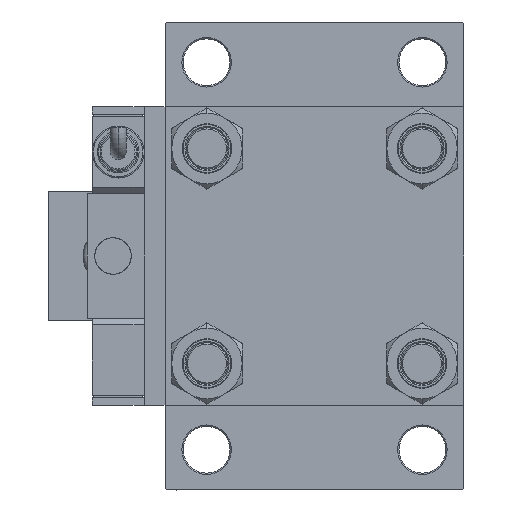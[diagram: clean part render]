
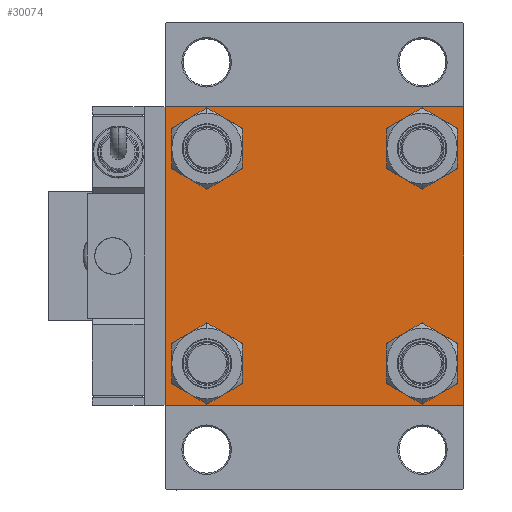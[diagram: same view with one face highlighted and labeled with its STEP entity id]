
A CAD part, left-side view. The second image highlights one B-rep face of the part: STEP entity #30074.
In plain terms, the highlighted planar face has unit normal (-1, 0, 0).
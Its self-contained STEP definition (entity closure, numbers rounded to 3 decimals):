
#149 = LINE ( 'NONE', #8347, #36988 ) ;
#258 = FACE_BOUND ( 'NONE', #50239, .T. ) ;
#305 = LINE ( 'NONE', #42664, #48114 ) ;
#980 = CARTESIAN_POINT ( 'NONE',  ( 0., 57.5, 57.5 ) ) ;
#1059 = CARTESIAN_POINT ( 'NONE',  ( 0., 57., 57.5 ) ) ;
#1074 = FACE_BOUND ( 'NONE', #50696, .T. ) ;
#1302 = VERTEX_POINT ( 'NONE', #9629 ) ;
#1455 = CARTESIAN_POINT ( 'NONE',  ( 0., -57.25, -57.25 ) ) ;
#2219 = DIRECTION ( 'NONE',  ( 1., 0., 0. ) ) ;
#2687 = DIRECTION ( 'NONE',  ( 0., 0., 1. ) ) ;
#3185 = CARTESIAN_POINT ( 'NONE',  ( 0., -41.35, 41.35 ) ) ;
#3241 = CARTESIAN_POINT ( 'NONE',  ( 0., -57.25, 57.25 ) ) ;
#4280 = EDGE_CURVE ( 'NONE', #17419, #1302, #305, .T. ) ;
#4383 = VERTEX_POINT ( 'NONE', #27340 ) ;
#4628 = CARTESIAN_POINT ( 'NONE',  ( 0., 0., 0. ) ) ;
#4954 = EDGE_CURVE ( 'NONE', #34626, #17030, #10599, .T. ) ;
#5217 = CARTESIAN_POINT ( 'NONE',  ( 0., 57., -57.5 ) ) ;
#5516 = CARTESIAN_POINT ( 'NONE',  ( 0., 57.25, -57.25 ) ) ;
#5556 = CARTESIAN_POINT ( 'NONE',  ( 0., 41.35, -49.85 ) ) ;
#5785 = EDGE_LOOP ( 'NONE', ( #51434, #50646 ) ) ;
#6077 = LINE ( 'NONE', #1455, #6536 ) ;
#6536 = VECTOR ( 'NONE', #39162, 1000. ) ;
#6814 = EDGE_LOOP ( 'NONE', ( #35470, #37999, #52218, #39304, #47348, #51820, #29048, #44415 ) ) ;
#6999 = DIRECTION ( 'NONE',  ( 0., 0., 1. ) ) ;
#7979 = EDGE_CURVE ( 'NONE', #47023, #44877, #47407, .T. ) ;
#8002 = ORIENTED_EDGE ( 'NONE', *, *, #20676, .T. ) ;
#8347 = CARTESIAN_POINT ( 'NONE',  ( 0., -57.5, 57.5 ) ) ;
#8398 = EDGE_CURVE ( 'NONE', #11548, #26631, #22109, .T. ) ;
#8439 = CARTESIAN_POINT ( 'NONE',  ( 0., -41.35, -41.35 ) ) ;
#8600 = CARTESIAN_POINT ( 'NONE',  ( 0., -57., 57.5 ) ) ;
#8763 = CARTESIAN_POINT ( 'NONE',  ( 0., 41.35, 41.35 ) ) ;
#8911 = CARTESIAN_POINT ( 'NONE',  ( 0., 57.5, 57.5 ) ) ;
#9280 = EDGE_CURVE ( 'NONE', #44273, #41630, #149, .T. ) ;
#9540 = DIRECTION ( 'NONE',  ( 0., 0., 1. ) ) ;
#9629 = CARTESIAN_POINT ( 'NONE',  ( 0., -57., -57.5 ) ) ;
#10599 = CIRCLE ( 'NONE', #17584, 8.5 ) ;
#10901 = VERTEX_POINT ( 'NONE', #8600 ) ;
#11031 = VECTOR ( 'NONE', #25078, 1000. ) ;
#11123 = EDGE_CURVE ( 'NONE', #17030, #34626, #49159, .T. ) ;
#11548 = VERTEX_POINT ( 'NONE', #44783 ) ;
#12631 = EDGE_LOOP ( 'NONE', ( #46844, #48224 ) ) ;
#13870 = DIRECTION ( 'NONE',  ( 0., 0., 1. ) ) ;
#15428 = EDGE_CURVE ( 'NONE', #1302, #41630, #6077, .T. ) ;
#15527 = CARTESIAN_POINT ( 'NONE',  ( 0., -57.5, 57. ) ) ;
#15596 = CARTESIAN_POINT ( 'NONE',  ( 0., 57.5, 57. ) ) ;
#15649 = CIRCLE ( 'NONE', #33111, 8.5 ) ;
#16018 = ORIENTED_EDGE ( 'NONE', *, *, #8398, .T. ) ;
#16378 = EDGE_CURVE ( 'NONE', #23218, #4383, #41496, .T. ) ;
#16651 = PLANE ( 'NONE',  #46142 ) ;
#16726 = DIRECTION ( 'NONE',  ( 1., 0., 0. ) ) ;
#16809 = DIRECTION ( 'NONE',  ( 0., 0., -1. ) ) ;
#17030 = VERTEX_POINT ( 'NONE', #5556 ) ;
#17419 = VERTEX_POINT ( 'NONE', #5217 ) ;
#17584 = AXIS2_PLACEMENT_3D ( 'NONE', #44227, #40117, #2687 ) ;
#17636 = DIRECTION ( 'NONE',  ( 0., -1., 0. ) ) ;
#17733 = DIRECTION ( 'NONE',  ( -1., 0., 0. ) ) ;
#17840 = VERTEX_POINT ( 'NONE', #52147 ) ;
#17915 = AXIS2_PLACEMENT_3D ( 'NONE', #36954, #19465, #52561 ) ;
#17994 = AXIS2_PLACEMENT_3D ( 'NONE', #8439, #54086, #42043 ) ;
#18401 = EDGE_CURVE ( 'NONE', #26631, #11548, #50284, .T. ) ;
#18792 = CARTESIAN_POINT ( 'NONE',  ( 0., -41.35, -41.35 ) ) ;
#19120 = DIRECTION ( 'NONE',  ( 0., 0.707, -0.707 ) ) ;
#19465 = DIRECTION ( 'NONE',  ( 1., 0., 0. ) ) ;
#20676 = EDGE_CURVE ( 'NONE', #44877, #47023, #49550, .T. ) ;
#22109 = CIRCLE ( 'NONE', #52677, 8.5 ) ;
#22529 = VERTEX_POINT ( 'NONE', #15596 ) ;
#23218 = VERTEX_POINT ( 'NONE', #31086 ) ;
#24539 = LINE ( 'NONE', #3241, #11031 ) ;
#25069 = EDGE_CURVE ( 'NONE', #22529, #17840, #25861, .T. ) ;
#25078 = DIRECTION ( 'NONE',  ( 0., 0.707, 0.707 ) ) ;
#25106 = VECTOR ( 'NONE', #42534, 1000. ) ;
#25138 = FACE_OUTER_BOUND ( 'NONE', #6814, .T. ) ;
#25432 = DIRECTION ( 'NONE',  ( 1., 0., 0. ) ) ;
#25861 = LINE ( 'NONE', #8911, #25106 ) ;
#26631 = VERTEX_POINT ( 'NONE', #44247 ) ;
#27340 = CARTESIAN_POINT ( 'NONE',  ( 0., -41.35, 49.85 ) ) ;
#27344 = CARTESIAN_POINT ( 'NONE',  ( 0., 41.35, 41.35 ) ) ;
#28100 = VECTOR ( 'NONE', #17636, 1000. ) ;
#29048 = ORIENTED_EDGE ( 'NONE', *, *, #39507, .F. ) ;
#30074 = ADVANCED_FACE ( 'NONE', ( #38522, #258, #42882, #1074, #25138 ), #16651, .T. ) ;
#31086 = CARTESIAN_POINT ( 'NONE',  ( 0., -41.35, 32.85 ) ) ;
#31567 = EDGE_CURVE ( 'NONE', #4383, #23218, #15649, .T. ) ;
#31686 = CARTESIAN_POINT ( 'NONE',  ( 0., 57.25, 57.25 ) ) ;
#33111 = AXIS2_PLACEMENT_3D ( 'NONE', #3185, #53193, #6999 ) ;
#33412 = EDGE_CURVE ( 'NONE', #41402, #22529, #52734, .T. ) ;
#33432 = AXIS2_PLACEMENT_3D ( 'NONE', #8763, #25432, #42104 ) ;
#33911 = ORIENTED_EDGE ( 'NONE', *, *, #7979, .T. ) ;
#34467 = DIRECTION ( 'NONE',  ( 0., -1., 0. ) ) ;
#34626 = VERTEX_POINT ( 'NONE', #41974 ) ;
#35147 = CARTESIAN_POINT ( 'NONE',  ( 0., 41.35, 32.85 ) ) ;
#35281 = DIRECTION ( 'NONE',  ( 0., 0., 1. ) ) ;
#35470 = ORIENTED_EDGE ( 'NONE', *, *, #25069, .T. ) ;
#36954 = CARTESIAN_POINT ( 'NONE',  ( 0., -41.35, 41.35 ) ) ;
#36988 = VECTOR ( 'NONE', #16809, 1000. ) ;
#37999 = ORIENTED_EDGE ( 'NONE', *, *, #43674, .T. ) ;
#38430 = LINE ( 'NONE', #980, #28100 ) ;
#38522 = FACE_BOUND ( 'NONE', #5785, .T. ) ;
#39162 = DIRECTION ( 'NONE',  ( 0., -0.707, 0.707 ) ) ;
#39304 = ORIENTED_EDGE ( 'NONE', *, *, #15428, .T. ) ;
#39507 = EDGE_CURVE ( 'NONE', #41402, #10901, #38430, .T. ) ;
#40117 = DIRECTION ( 'NONE',  ( 1., 0., 0. ) ) ;
#40509 = VECTOR ( 'NONE', #47338, 1000. ) ;
#41402 = VERTEX_POINT ( 'NONE', #1059 ) ;
#41496 = CIRCLE ( 'NONE', #17915, 8.5 ) ;
#41630 = VERTEX_POINT ( 'NONE', #48737 ) ;
#41974 = CARTESIAN_POINT ( 'NONE',  ( 0., 41.35, -32.85 ) ) ;
#42043 = DIRECTION ( 'NONE',  ( 0., 0., 1. ) ) ;
#42104 = DIRECTION ( 'NONE',  ( 0., 0., 1. ) ) ;
#42534 = DIRECTION ( 'NONE',  ( 0., 0., -1. ) ) ;
#42664 = CARTESIAN_POINT ( 'NONE',  ( 0., 57.5, -57.5 ) ) ;
#42882 = FACE_BOUND ( 'NONE', #12631, .T. ) ;
#43022 = AXIS2_PLACEMENT_3D ( 'NONE', #45443, #16726, #50091 ) ;
#43674 = EDGE_CURVE ( 'NONE', #17840, #17419, #51711, .T. ) ;
#43917 = CARTESIAN_POINT ( 'NONE',  ( 0., 41.35, 49.85 ) ) ;
#44227 = CARTESIAN_POINT ( 'NONE',  ( 0., 41.35, -41.35 ) ) ;
#44247 = CARTESIAN_POINT ( 'NONE',  ( 0., -41.35, -32.85 ) ) ;
#44273 = VERTEX_POINT ( 'NONE', #15527 ) ;
#44415 = ORIENTED_EDGE ( 'NONE', *, *, #33412, .T. ) ;
#44783 = CARTESIAN_POINT ( 'NONE',  ( 0., -41.35, -49.85 ) ) ;
#44877 = VERTEX_POINT ( 'NONE', #35147 ) ;
#45443 = CARTESIAN_POINT ( 'NONE',  ( 0., 41.35, -41.35 ) ) ;
#46142 = AXIS2_PLACEMENT_3D ( 'NONE', #4628, #17733, #9540 ) ;
#46844 = ORIENTED_EDGE ( 'NONE', *, *, #4954, .T. ) ;
#47023 = VERTEX_POINT ( 'NONE', #43917 ) ;
#47338 = DIRECTION ( 'NONE',  ( 0., -0.707, -0.707 ) ) ;
#47348 = ORIENTED_EDGE ( 'NONE', *, *, #9280, .F. ) ;
#47407 = CIRCLE ( 'NONE', #33432, 8.5 ) ;
#48114 = VECTOR ( 'NONE', #34467, 1000. ) ;
#48224 = ORIENTED_EDGE ( 'NONE', *, *, #11123, .T. ) ;
#48737 = CARTESIAN_POINT ( 'NONE',  ( 0., -57.5, -57. ) ) ;
#49159 = CIRCLE ( 'NONE', #43022, 8.5 ) ;
#49550 = CIRCLE ( 'NONE', #52168, 8.5 ) ;
#50091 = DIRECTION ( 'NONE',  ( 0., 0., 1. ) ) ;
#50239 = EDGE_LOOP ( 'NONE', ( #50304, #16018 ) ) ;
#50284 = CIRCLE ( 'NONE', #17994, 8.5 ) ;
#50304 = ORIENTED_EDGE ( 'NONE', *, *, #18401, .T. ) ;
#50646 = ORIENTED_EDGE ( 'NONE', *, *, #16378, .T. ) ;
#50666 = VECTOR ( 'NONE', #19120, 1000. ) ;
#50696 = EDGE_LOOP ( 'NONE', ( #33911, #8002 ) ) ;
#51337 = DIRECTION ( 'NONE',  ( 1., 0., 0. ) ) ;
#51434 = ORIENTED_EDGE ( 'NONE', *, *, #31567, .T. ) ;
#51711 = LINE ( 'NONE', #5516, #40509 ) ;
#51820 = ORIENTED_EDGE ( 'NONE', *, *, #53916, .T. ) ;
#52147 = CARTESIAN_POINT ( 'NONE',  ( 0., 57.5, -57. ) ) ;
#52168 = AXIS2_PLACEMENT_3D ( 'NONE', #27344, #2219, #35281 ) ;
#52218 = ORIENTED_EDGE ( 'NONE', *, *, #4280, .T. ) ;
#52561 = DIRECTION ( 'NONE',  ( 0., 0., 1. ) ) ;
#52677 = AXIS2_PLACEMENT_3D ( 'NONE', #18792, #51337, #13870 ) ;
#52734 = LINE ( 'NONE', #31686, #50666 ) ;
#53193 = DIRECTION ( 'NONE',  ( 1., 0., 0. ) ) ;
#53916 = EDGE_CURVE ( 'NONE', #44273, #10901, #24539, .T. ) ;
#54086 = DIRECTION ( 'NONE',  ( 1., 0., 0. ) ) ;
